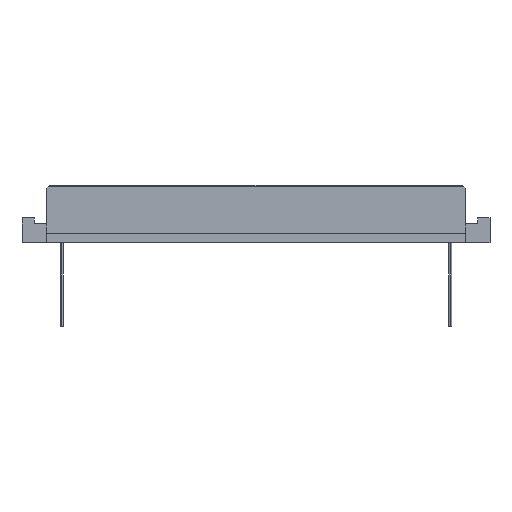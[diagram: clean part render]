
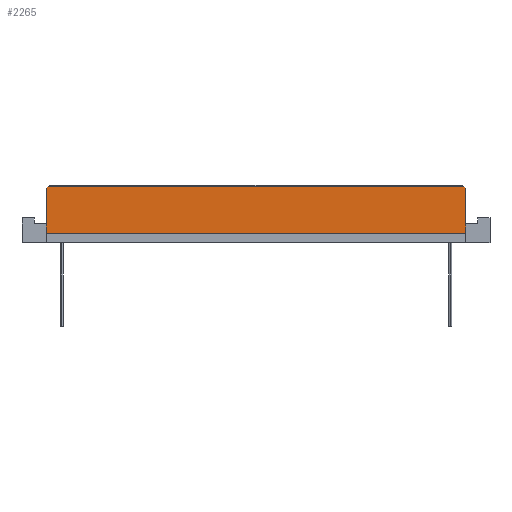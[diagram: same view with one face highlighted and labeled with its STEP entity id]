
A CAD part, left-side view. The second image highlights one B-rep face of the part: STEP entity #2265.
In plain terms, the highlighted free-form (B-spline) face has degree [1, 1] with [2, 2] control points.
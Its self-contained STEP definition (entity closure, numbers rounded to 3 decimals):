
#2193=CARTESIAN_POINT('',(-8.,3.13,1.95));
#2194=VERTEX_POINT('',#2193);
#2209=CARTESIAN_POINT('',(-8.,-81.87,1.95));
#2210=VERTEX_POINT('',#2209);
#2216=CARTESIAN_POINT('',(-8.,3.13,1.95));
#2217=CARTESIAN_POINT('',(-8.,-81.87,1.95));
#2218=B_SPLINE_CURVE_WITH_KNOTS('',1,(#2216,#2217),.UNSPECIFIED.,.F.,.U.,(2,2),(0.0,9.091),.UNSPECIFIED.);
#2219=EDGE_CURVE('',#2194,#2210,#2218,.T.);
#2224=CARTESIAN_POINT('',(-8.,3.13,11.3));
#2225=CARTESIAN_POINT('',(-8.,3.13,1.95));
#2226=CARTESIAN_POINT('',(-8.,-81.87,11.3));
#2227=CARTESIAN_POINT('',(-8.,-81.87,1.95));
#2228=B_SPLINE_SURFACE_WITH_KNOTS('',1,1,((#2224,#2226),(#2225,#2227)),.UNSPECIFIED.,.F.,.F.,.U.,(2,2),(2,2),(0.0,1.0),(0.0,9.091),.UNSPECIFIED.);
#2229=CARTESIAN_POINT('',(-8.,-81.87,10.97));
#2230=VERTEX_POINT('',#2229);
#2231=CARTESIAN_POINT('',(-8.,-81.54,11.3));
#2232=VERTEX_POINT('',#2231);
#2233=CARTESIAN_POINT('',(-8.,-81.87,10.97));
#2234=CARTESIAN_POINT('',(-8.,-81.54,11.3));
#2235=B_SPLINE_CURVE_WITH_KNOTS('',1,(#2233,#2234),.UNSPECIFIED.,.F.,.U.,(2,2),(0.0,0.524),.UNSPECIFIED.);
#2236=EDGE_CURVE('',#2230,#2232,#2235,.T.);
#2237=ORIENTED_EDGE('',*,*,#2236,.T.);
#2238=CARTESIAN_POINT('',(-8.,2.8,11.3));
#2239=VERTEX_POINT('',#2238);
#2240=CARTESIAN_POINT('',(-8.,2.8,11.3));
#2241=CARTESIAN_POINT('',(-8.,-81.54,11.3));
#2242=B_SPLINE_CURVE_WITH_KNOTS('',1,(#2240,#2241),.UNSPECIFIED.,.F.,.U.,(2,2),(0.778,199.569),.UNSPECIFIED.);
#2243=EDGE_CURVE('',#2239,#2232,#2242,.T.);
#2244=ORIENTED_EDGE('',*,*,#2243,.F.);
#2245=CARTESIAN_POINT('',(-8.,3.13,10.97));
#2246=VERTEX_POINT('',#2245);
#2247=CARTESIAN_POINT('',(-8.,2.8,11.3));
#2248=CARTESIAN_POINT('',(-8.,3.13,10.97));
#2249=B_SPLINE_CURVE_WITH_KNOTS('',1,(#2247,#2248),.UNSPECIFIED.,.F.,.U.,(2,2),(0.0,0.524),.UNSPECIFIED.);
#2250=EDGE_CURVE('',#2239,#2246,#2249,.T.);
#2251=ORIENTED_EDGE('',*,*,#2250,.T.);
#2252=CARTESIAN_POINT('',(-8.,3.13,10.97));
#2253=CARTESIAN_POINT('',(-8.,3.13,1.95));
#2254=B_SPLINE_CURVE_WITH_KNOTS('',1,(#2252,#2253),.UNSPECIFIED.,.F.,.U.,(2,2),(0.035,1.0),.UNSPECIFIED.);
#2255=EDGE_CURVE('',#2246,#2194,#2254,.T.);
#2256=ORIENTED_EDGE('',*,*,#2255,.T.);
#2257=ORIENTED_EDGE('',*,*,#2219,.T.);
#2258=CARTESIAN_POINT('',(-8.,-81.87,1.95));
#2259=CARTESIAN_POINT('',(-8.,-81.87,10.97));
#2260=B_SPLINE_CURVE_WITH_KNOTS('',1,(#2258,#2259),.UNSPECIFIED.,.F.,.U.,(2,2),(0.0,0.965),.UNSPECIFIED.);
#2261=EDGE_CURVE('',#2210,#2230,#2260,.T.);
#2262=ORIENTED_EDGE('',*,*,#2261,.T.);
#2263=EDGE_LOOP('',(#2237,#2244,#2251,#2256,#2257,#2262));
#2264=FACE_OUTER_BOUND('',#2263,.T.);
#2265=ADVANCED_FACE('',(#2264),#2228,.T.);
